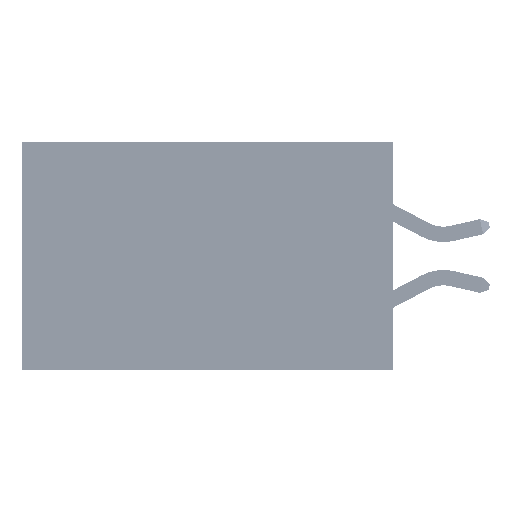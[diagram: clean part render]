
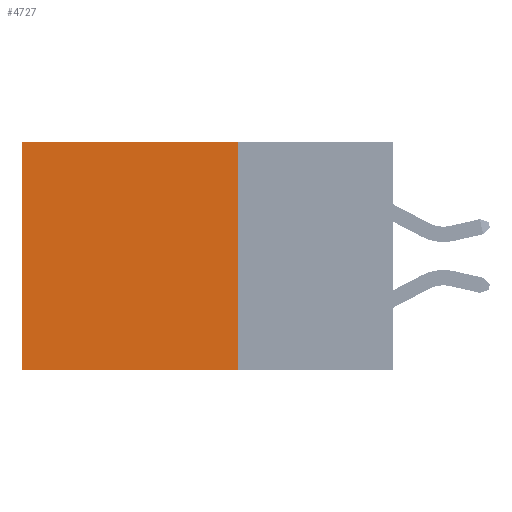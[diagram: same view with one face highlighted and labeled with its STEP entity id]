
A CAD part, left-side view. The second image highlights one B-rep face of the part: STEP entity #4727.
In plain terms, the highlighted planar face has unit normal (-1, 0, 0).
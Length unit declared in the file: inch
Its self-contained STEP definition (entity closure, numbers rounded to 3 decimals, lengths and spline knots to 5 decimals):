
#631 = VERTEX_POINT ( 'NONE', #42871 ) ;
#1446 = VECTOR ( 'NONE', #11665, 39.37008 ) ;
#2323 = DIRECTION ( 'NONE',  ( 0., 0., -1. ) ) ;
#2929 = CARTESIAN_POINT ( 'NONE',  ( 0.2875, 0.25, -0.37 ) ) ;
#3316 = LINE ( 'NONE', #15446, #1446 ) ;
#4281 = CARTESIAN_POINT ( 'NONE',  ( 0.2875, 0.25, 0. ) ) ;
#4727 = ADVANCED_FACE ( 'NONE', ( #41301 ), #28982, .F. ) ;
#5696 = DIRECTION ( 'NONE',  ( 1., 0., 0. ) ) ;
#5725 = CARTESIAN_POINT ( 'NONE',  ( 0.2875, 0.6, -0.37 ) ) ;
#8865 = VERTEX_POINT ( 'NONE', #5725 ) ;
#11551 = LINE ( 'NONE', #13487, #42090 ) ;
#11665 = DIRECTION ( 'NONE',  ( 0., 0., -1. ) ) ;
#13487 = CARTESIAN_POINT ( 'NONE',  ( 0.2875, 0.25, 0. ) ) ;
#14291 = ORIENTED_EDGE ( 'NONE', *, *, #14853, .T. ) ;
#14813 = EDGE_CURVE ( 'NONE', #631, #8865, #24509, .T. ) ;
#14853 = EDGE_CURVE ( 'NONE', #47161, #8865, #3316, .T. ) ;
#15446 = CARTESIAN_POINT ( 'NONE',  ( 0.2875, 0.6, 0. ) ) ;
#17331 = DIRECTION ( 'NONE',  ( 0., 0., -1. ) ) ;
#17781 = CARTESIAN_POINT ( 'NONE',  ( 0.2875, 0.6, 0. ) ) ;
#18002 = VECTOR ( 'NONE', #43247, 39.37008 ) ;
#19709 = ORIENTED_EDGE ( 'NONE', *, *, #46872, .T. ) ;
#21142 = EDGE_LOOP ( 'NONE', ( #14291, #48198, #35736, #19709 ) ) ;
#24509 = LINE ( 'NONE', #2929, #25750 ) ;
#25750 = VECTOR ( 'NONE', #26528, 39.37008 ) ;
#26528 = DIRECTION ( 'NONE',  ( 0., 1., 0. ) ) ;
#28982 = PLANE ( 'NONE',  #40621 ) ;
#29324 = CARTESIAN_POINT ( 'NONE',  ( 0.2875, 0.25, 0. ) ) ;
#31611 = VERTEX_POINT ( 'NONE', #46744 ) ;
#35736 = ORIENTED_EDGE ( 'NONE', *, *, #49983, .F. ) ;
#40621 = AXIS2_PLACEMENT_3D ( 'NONE', #29324, #5696, #17331 ) ;
#41301 = FACE_OUTER_BOUND ( 'NONE', #21142, .T. ) ;
#41824 = LINE ( 'NONE', #4281, #18002 ) ;
#42090 = VECTOR ( 'NONE', #2323, 39.37008 ) ;
#42871 = CARTESIAN_POINT ( 'NONE',  ( 0.2875, 0.25, -0.37 ) ) ;
#43247 = DIRECTION ( 'NONE',  ( 0., 1., 0. ) ) ;
#46744 = CARTESIAN_POINT ( 'NONE',  ( 0.2875, 0.25, 0. ) ) ;
#46872 = EDGE_CURVE ( 'NONE', #31611, #47161, #41824, .T. ) ;
#47161 = VERTEX_POINT ( 'NONE', #17781 ) ;
#48198 = ORIENTED_EDGE ( 'NONE', *, *, #14813, .F. ) ;
#49983 = EDGE_CURVE ( 'NONE', #31611, #631, #11551, .T. ) ;
